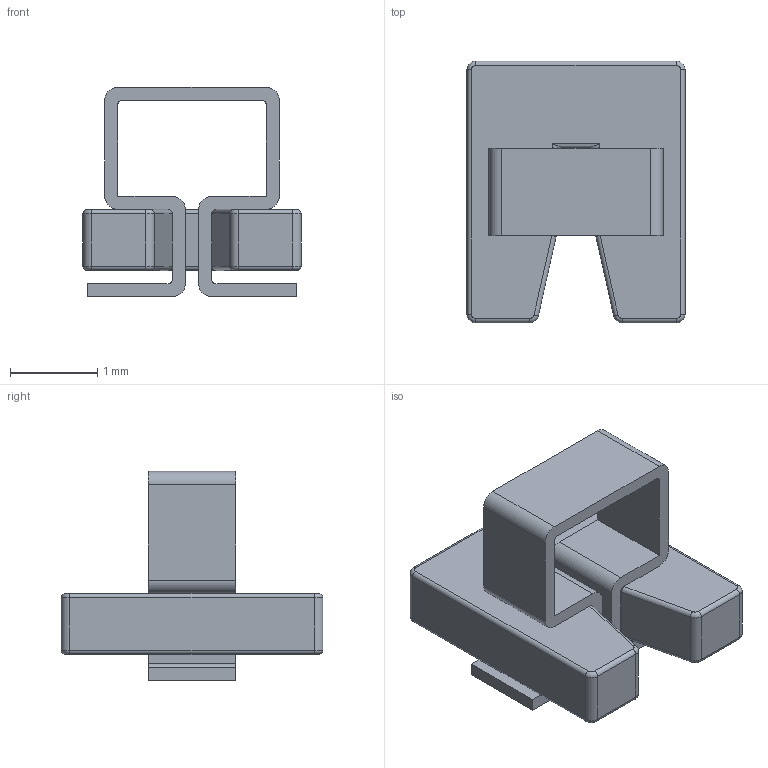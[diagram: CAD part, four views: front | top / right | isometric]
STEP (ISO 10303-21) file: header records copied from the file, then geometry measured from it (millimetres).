
FILE_DESCRIPTION(/* description */ ('STEP AP242','CAx-IF Rec.Pracs.---Representation and Presentation of Product Manufacturing Information (PMI)---4.0---2014-10-13','CAx-IF Rec.Pracs.---3D Tessellated Geometry---0.4---2014-09-14','2;1'),/* implementation_level */ '2;1');
FILE_NAME(/* name */ '617ecefed124b05a8daba08d',/* time_stamp */ '2021-10-31T17:14:38+00:00',/* author */ (''),/* organization */ (''),/* preprocessor_version */ 'ST-DEVELOPER v18.1',/* originating_system */ ' ',/* authorisation */ ' ');
FILE_SCHEMA (('AP242_MANAGED_MODEL_BASED_3D_ENGINEERING_MIM_LF { 1 0 10303 442 1 1 4 }'));
Length unit declared in the file: metre
Products named in the file (2): Part 2; Part 1
Bounding box: 2.5 x 3 x 2.4 mm (x, y, z)
Volume: 5.9 mm3; surface area: 44.7 mm2
Topology: 2 solids, 2 shells, 98 faces, 242 edges, 144 vertices
Faces by surface type: cylinder 44, plane 34, torus 16, bspline 4
Entity records: 2942 total; most frequent: CARTESIAN_POINT 538, DIRECTION 534, ORIENTED_EDGE 476, EDGE_CURVE 238, AXIS2_PLACEMENT_3D 200, VERTEX_POINT 144, LINE 134, VECTOR 134
